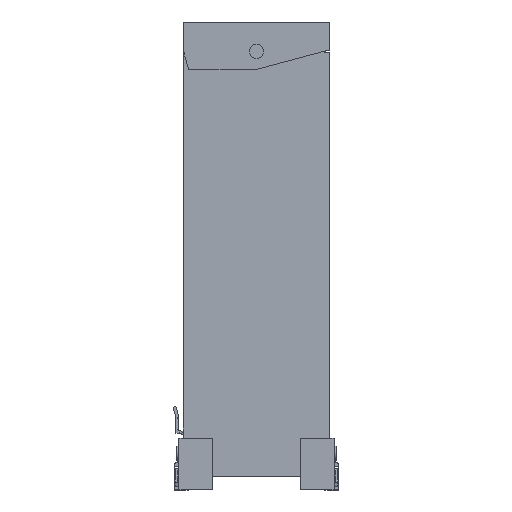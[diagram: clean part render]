
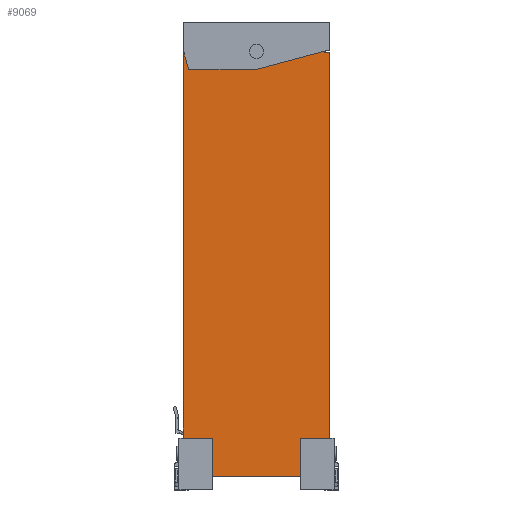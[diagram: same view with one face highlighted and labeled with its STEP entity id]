
A CAD part, top view. The second image highlights one B-rep face of the part: STEP entity #9069.
In plain terms, the highlighted face is planar.
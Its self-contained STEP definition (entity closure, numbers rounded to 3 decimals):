
#46 = CARTESIAN_POINT ( 'NONE',  ( -40., 290.164, 0. ) ) ;
#144 = DIRECTION ( 'NONE',  ( -1., 0., 0. ) ) ;
#185 = EDGE_CURVE ( 'NONE', #6341, #8972, #13937, .T. ) ;
#410 = CARTESIAN_POINT ( 'NONE',  ( -40., 0., 47. ) ) ;
#1368 = LINE ( 'NONE', #5972, #6411 ) ;
#2003 = VERTEX_POINT ( 'NONE', #14364 ) ;
#2308 = VECTOR ( 'NONE', #14896, 1000. ) ;
#2343 = LINE ( 'NONE', #12525, #12049 ) ;
#2442 = ORIENTED_EDGE ( 'NONE', *, *, #11487, .F. ) ;
#2680 = DIRECTION ( 'NONE',  ( 0., 0., -1. ) ) ;
#2684 = EDGE_CURVE ( 'NONE', #13636, #8912, #2343, .T. ) ;
#2697 = DIRECTION ( 'NONE',  ( -1., 0., 0. ) ) ;
#2762 = LINE ( 'NONE', #10906, #13030 ) ;
#3730 = DIRECTION ( 'NONE',  ( 0., -0.259, 0.966 ) ) ;
#3970 = CARTESIAN_POINT ( 'NONE',  ( -40., 0., -50. ) ) ;
#4081 = CARTESIAN_POINT ( 'NONE',  ( -40., 0., 50. ) ) ;
#4142 = EDGE_LOOP ( 'NONE', ( #11614, #10779, #6024, #12667, #6741, #14526, #7225, #2442, #7111 ) ) ;
#4305 = DIRECTION ( 'NONE',  ( 0., 0., -1. ) ) ;
#4627 = DIRECTION ( 'NONE',  ( -1., 0., 0. ) ) ;
#4687 = EDGE_CURVE ( 'NONE', #4901, #11913, #6503, .T. ) ;
#4728 = DIRECTION ( 'NONE',  ( 0., 0., 1. ) ) ;
#4815 = CARTESIAN_POINT ( 'NONE',  ( -40., 300.164, 50. ) ) ;
#4854 = DIRECTION ( 'NONE',  ( 0., 0., 1. ) ) ;
#4901 = VERTEX_POINT ( 'NONE', #7033 ) ;
#5209 = CIRCLE ( 'NONE', #10941, 4.1 ) ;
#5865 = CARTESIAN_POINT ( 'NONE',  ( -40., 290.164, 0. ) ) ;
#5972 = CARTESIAN_POINT ( 'NONE',  ( -40., 0., 47. ) ) ;
#6024 = ORIENTED_EDGE ( 'NONE', *, *, #14001, .T. ) ;
#6168 = VERTEX_POINT ( 'NONE', #410 ) ;
#6325 = CARTESIAN_POINT ( 'NONE',  ( -40., 290.164, -4.1 ) ) ;
#6341 = VERTEX_POINT ( 'NONE', #13507 ) ;
#6399 = PLANE ( 'NONE',  #11468 ) ;
#6411 = VECTOR ( 'NONE', #14039, 1000. ) ;
#6503 = LINE ( 'NONE', #11158, #7781 ) ;
#6653 = DIRECTION ( 'NONE',  ( 0., -1., 0. ) ) ;
#6728 = EDGE_CURVE ( 'NONE', #6168, #2003, #14755, .T. ) ;
#6741 = ORIENTED_EDGE ( 'NONE', *, *, #14447, .F. ) ;
#6946 = DIRECTION ( 'NONE',  ( 0., 0., 1. ) ) ;
#7030 = VECTOR ( 'NONE', #4305, 1000. ) ;
#7033 = CARTESIAN_POINT ( 'NONE',  ( -40., 300.164, -50. ) ) ;
#7111 = ORIENTED_EDGE ( 'NONE', *, *, #2684, .F. ) ;
#7206 = EDGE_CURVE ( 'NONE', #8972, #6341, #5209, .T. ) ;
#7225 = ORIENTED_EDGE ( 'NONE', *, *, #8740, .T. ) ;
#7381 = FACE_OUTER_BOUND ( 'NONE', #4142, .T. ) ;
#7758 = CARTESIAN_POINT ( 'NONE',  ( -40., 0., 50. ) ) ;
#7781 = VECTOR ( 'NONE', #6653, 1000. ) ;
#7933 = ORIENTED_EDGE ( 'NONE', *, *, #185, .F. ) ;
#7972 = CARTESIAN_POINT ( 'NONE',  ( -40., 300.164, -47. ) ) ;
#8566 = CARTESIAN_POINT ( 'NONE',  ( -40., 300.164, 6.661 ) ) ;
#8740 = EDGE_CURVE ( 'NONE', #6168, #9192, #1368, .T. ) ;
#8912 = VERTEX_POINT ( 'NONE', #14078 ) ;
#8972 = VERTEX_POINT ( 'NONE', #6325 ) ;
#9069 = ADVANCED_FACE ( 'NONE', ( #11975, #7381 ), #6399, .T. ) ;
#9139 = VERTEX_POINT ( 'NONE', #7972 ) ;
#9192 = VERTEX_POINT ( 'NONE', #12565 ) ;
#9207 = EDGE_LOOP ( 'NONE', ( #7933, #9632 ) ) ;
#9260 = CARTESIAN_POINT ( 'NONE',  ( -40., 289.355, 47. ) ) ;
#9421 = DIRECTION ( 'NONE',  ( 0., -1., 0. ) ) ;
#9431 = VERTEX_POINT ( 'NONE', #8566 ) ;
#9461 = CARTESIAN_POINT ( 'NONE',  ( -40., 300.164, 6.661 ) ) ;
#9621 = VECTOR ( 'NONE', #2680, 1000. ) ;
#9632 = ORIENTED_EDGE ( 'NONE', *, *, #7206, .F. ) ;
#9717 = LINE ( 'NONE', #4815, #12260 ) ;
#10128 = VECTOR ( 'NONE', #3730, 1000. ) ;
#10658 = LINE ( 'NONE', #9461, #10128 ) ;
#10671 = CARTESIAN_POINT ( 'NONE',  ( -40., 300.164, 50. ) ) ;
#10745 = LINE ( 'NONE', #10671, #9621 ) ;
#10779 = ORIENTED_EDGE ( 'NONE', *, *, #11814, .T. ) ;
#10906 = CARTESIAN_POINT ( 'NONE',  ( -40., 300.164, -50. ) ) ;
#10941 = AXIS2_PLACEMENT_3D ( 'NONE', #46, #4627, #4854 ) ;
#11158 = CARTESIAN_POINT ( 'NONE',  ( -40., 300.164, -50. ) ) ;
#11468 = AXIS2_PLACEMENT_3D ( 'NONE', #14386, #2697, #13319 ) ;
#11487 = EDGE_CURVE ( 'NONE', #8912, #9192, #9717, .T. ) ;
#11528 = AXIS2_PLACEMENT_3D ( 'NONE', #5865, #144, #4728 ) ;
#11614 = ORIENTED_EDGE ( 'NONE', *, *, #13070, .F. ) ;
#11814 = EDGE_CURVE ( 'NONE', #9431, #9139, #10745, .T. ) ;
#11913 = VERTEX_POINT ( 'NONE', #3970 ) ;
#11975 = FACE_BOUND ( 'NONE', #9207, .T. ) ;
#12049 = VECTOR ( 'NONE', #6946, 1000. ) ;
#12184 = DIRECTION ( 'NONE',  ( 0., 0., -1. ) ) ;
#12260 = VECTOR ( 'NONE', #9421, 1000. ) ;
#12525 = CARTESIAN_POINT ( 'NONE',  ( -40., 289.355, 50. ) ) ;
#12565 = CARTESIAN_POINT ( 'NONE',  ( -40., 0., 50. ) ) ;
#12667 = ORIENTED_EDGE ( 'NONE', *, *, #4687, .T. ) ;
#13030 = VECTOR ( 'NONE', #12184, 1000. ) ;
#13070 = EDGE_CURVE ( 'NONE', #9431, #13636, #10658, .T. ) ;
#13319 = DIRECTION ( 'NONE',  ( 0., 0., 1. ) ) ;
#13507 = CARTESIAN_POINT ( 'NONE',  ( -40., 290.164, 4.1 ) ) ;
#13636 = VERTEX_POINT ( 'NONE', #9260 ) ;
#13937 = CIRCLE ( 'NONE', #11528, 4.1 ) ;
#14001 = EDGE_CURVE ( 'NONE', #9139, #4901, #2762, .T. ) ;
#14039 = DIRECTION ( 'NONE',  ( 0., 0., 1. ) ) ;
#14078 = CARTESIAN_POINT ( 'NONE',  ( -40., 289.355, 50. ) ) ;
#14364 = CARTESIAN_POINT ( 'NONE',  ( -40., 0., -47. ) ) ;
#14386 = CARTESIAN_POINT ( 'NONE',  ( -40., 300.164, 50. ) ) ;
#14447 = EDGE_CURVE ( 'NONE', #2003, #11913, #14631, .T. ) ;
#14526 = ORIENTED_EDGE ( 'NONE', *, *, #6728, .F. ) ;
#14631 = LINE ( 'NONE', #4081, #7030 ) ;
#14755 = LINE ( 'NONE', #7758, #2308 ) ;
#14896 = DIRECTION ( 'NONE',  ( 0., 0., -1. ) ) ;
